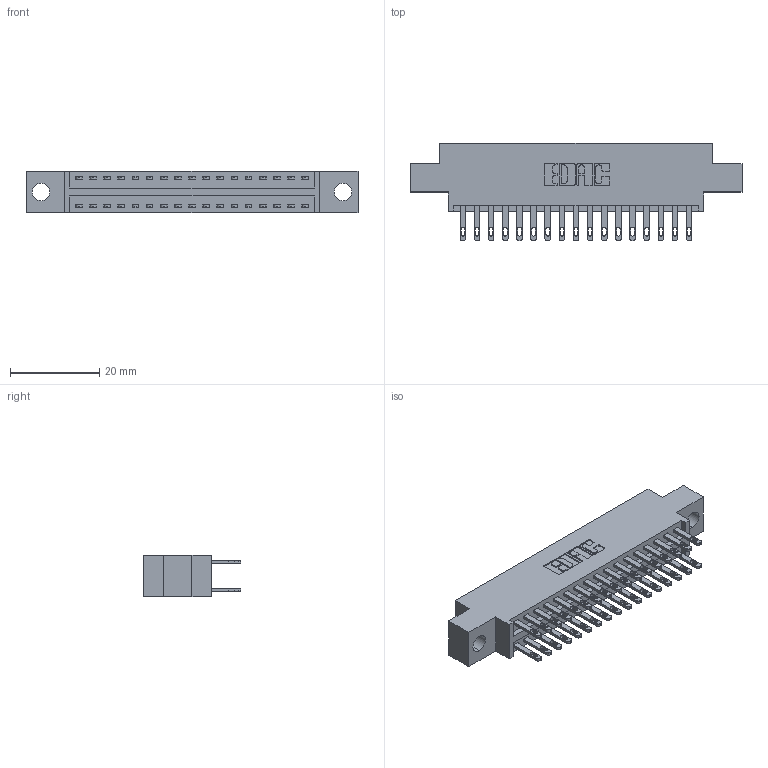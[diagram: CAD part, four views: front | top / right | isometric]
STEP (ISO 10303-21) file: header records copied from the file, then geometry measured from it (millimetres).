
FILE_DESCRIPTION (( 'STEP AP203' ), '1' );
FILE_NAME ('346-034-500-804.STEP', '2022-05-19T19:02:31', ( '' ), ( '' ), 'SwSTEP 2.0', 'SolidWorks 2020', '' );
FILE_SCHEMA (( 'CONFIG_CONTROL_DESIGN' ));
Length unit declared in the file: inch
Products named in the file (3): 346-034-500-804; 345-292-001_345-293-100; 346 Part_0.170 Offset - 0.156 Dia-TH
Assembly tree (35 placements, depth 2):
  346-034-500-804
    346 Part_0.170 Offset - 0.156 Dia-TH
    345-292-001_345-293-100  x34
Bounding box: 74.55 x 21.84 x 9.4 mm (x, y, z)
Volume: 6918.6 mm3; surface area: 9500.5 mm2
Topology: 35 solids, 35 shells, 1772 faces, 5375 edges, 3582 vertices
Faces by surface type: plane 1080, cylinder 692
Entity records: 14941 total; most frequent: CARTESIAN_POINT 2502, ORIENTED_EDGE 2434, DIRECTION 2257, EDGE_CURVE 1217, LINE 1013, VECTOR 1013, VERTEX_POINT 810, AXIS2_PLACEMENT_3D 622
